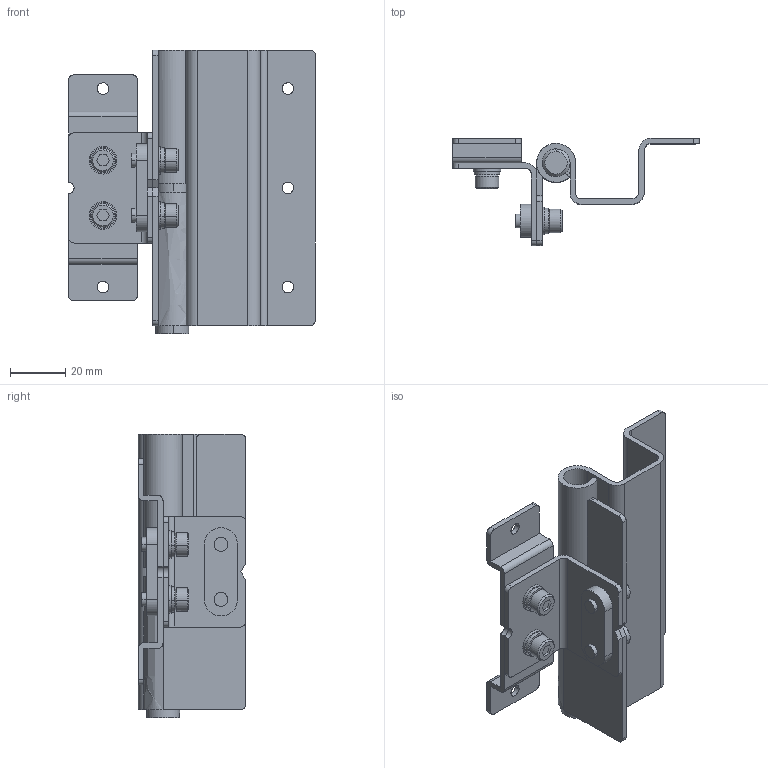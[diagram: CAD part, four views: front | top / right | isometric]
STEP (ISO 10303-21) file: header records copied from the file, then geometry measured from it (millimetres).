
FILE_DESCRIPTION((''),'2;1');
FILE_NAME('','2013-06-19T10:26:38',(''),(''),'','CADfix','');
FILE_SCHEMA(('AUTOMOTIVE_DESIGN { 1 0 10303 214 1 1 1 1 }'));
Length unit declared in the file: millimetre
Bounding box: 89.55 x 39 x 103 mm (x, y, z)
Volume: 45021.1 mm3; surface area: 40910.1 mm2
Topology: 4 solids, 4 shells, 261 faces, 792 edges, 570 vertices
Faces by surface type: bspline 261
Entity records: 9944 total; most frequent: CARTESIAN_POINT 5491, ORIENTED_EDGE 1584, EDGE_CURVE 792, VERTEX_POINT 570, QUASI_UNIFORM_CURVE 388, EDGE_LOOP 312, FACE_OUTER_BOUND 261, ADVANCED_FACE 261
